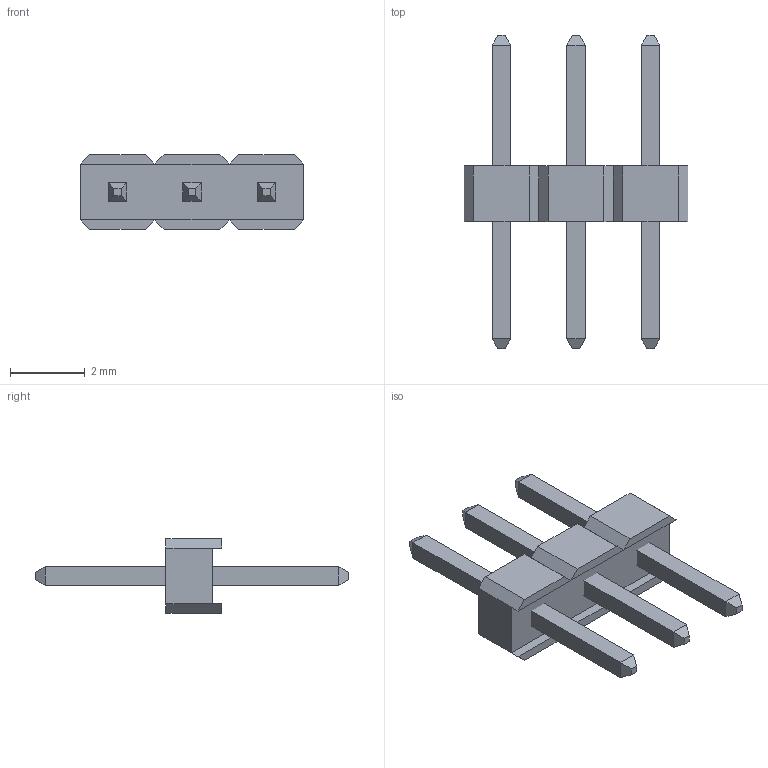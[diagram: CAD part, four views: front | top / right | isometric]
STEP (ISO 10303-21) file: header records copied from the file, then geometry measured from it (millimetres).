
FILE_DESCRIPTION(('STEP AP242'),'1');
FILE_NAME('m22-2010346.stp','2025-10-02T14:55:27',('TraceParts'),('TraceParts S.A.S.'),'Spatial InterOp 3D',' ',' ');
FILE_SCHEMA(('AP242_MANAGED_MODEL_BASED_3D_ENGINEERING_MIM_LF {1 0 10303 442 1 1 4}'));
Length unit declared in the file: millimetre
Products named in the file (1): M22-2010346_asm.stp|M22-2010346_asm:1#M22-20103_ASM|M22-20103_MOULD_4110#M22-20103_MOULD;Solide1
Bounding box: 6 x 8.4 x 2 mm (x, y, z)
Volume: 20.6 mm3; surface area: 105.2 mm2
Topology: 4 solids, 4 shells, 88 faces, 204 edges, 124 vertices
Faces by surface type: plane 88
Entity records: 2473 total; most frequent: CARTESIAN_POINT 420, ORIENTED_EDGE 408, DIRECTION 388, EDGE_CURVE 204, LINE 204, VECTOR 204, VERTEX_POINT 124, EDGE_LOOP 94
